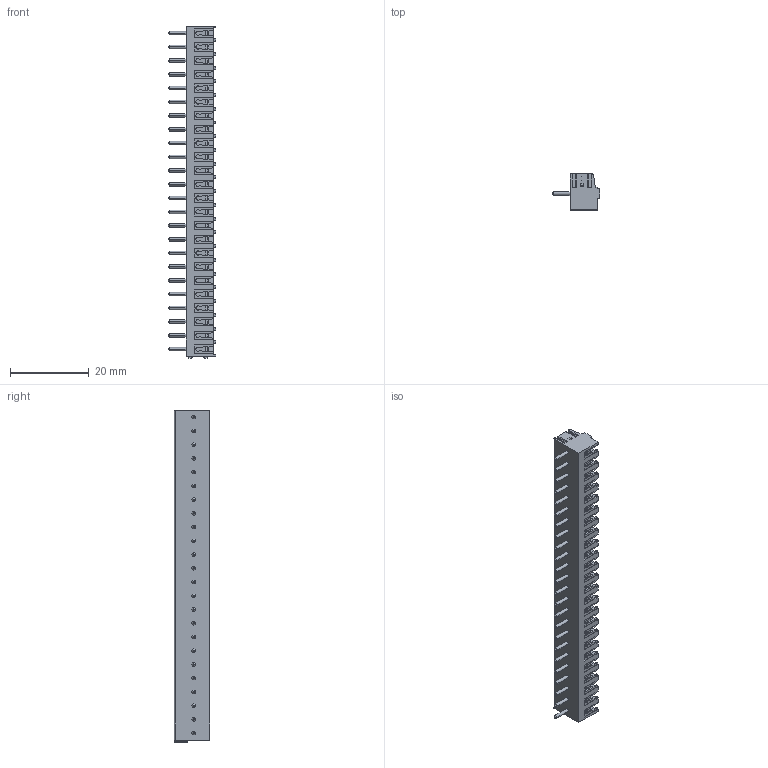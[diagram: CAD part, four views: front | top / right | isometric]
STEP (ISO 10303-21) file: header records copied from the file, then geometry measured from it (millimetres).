
FILE_DESCRIPTION((''),'2;1');
FILE_NAME('TL012R','2024-09-25T',('yanfa'),(''),'PRO/ENGINEER BY PARAMETRIC TECHNOLOGY CORPORATION, 2009280','PRO/ENGINEER BY PARAMETRIC TECHNOLOGY CORPORATION, 2009280','');
FILE_SCHEMA(('AUTOMOTIVE_DESIGN_CC2 { 1 2 10303 214 -1 1 5 2 }'));
Length unit declared in the file: millimetre
Products named in the file (1): TL012R
Bounding box: 12.05 x 9.15 x 84.58 mm (x, y, z)
Volume: 4040.5 mm3; surface area: 8217.2 mm2
Topology: 1 solids, 1 shells, 2139 faces, 5736 edges, 3696 vertices
Faces by surface type: plane 1477, cylinder 422, cone 144, torus 48, extrusion 48
Entity records: 66512 total; most frequent: CARTESIAN_POINT 12409, ORIENTED_EDGE 11472, DIRECTION 10906, EDGE_CURVE 5736, VECTOR 4556, LINE 4508, VERTEX_POINT 3696, AXIS2_PLACEMENT_3D 3175
